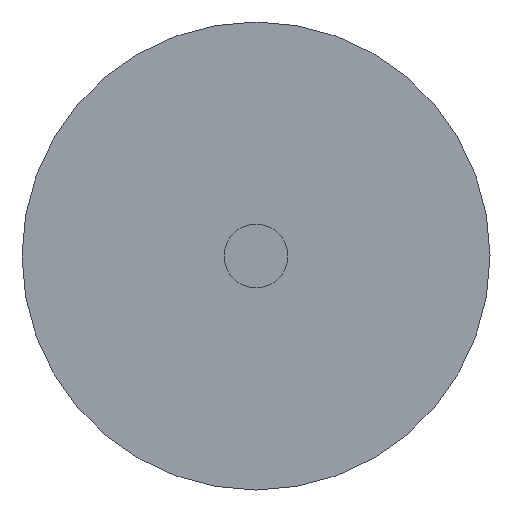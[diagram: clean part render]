
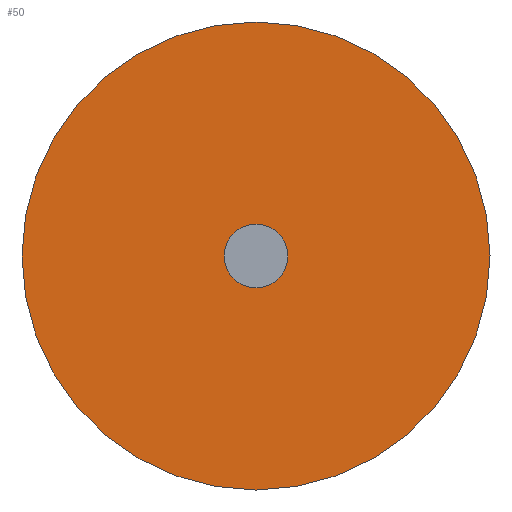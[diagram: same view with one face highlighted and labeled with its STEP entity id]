
A CAD part, left-side view. The second image highlights one B-rep face of the part: STEP entity #50.
In plain terms, the highlighted planar face has unit normal (-1, 0, 0).
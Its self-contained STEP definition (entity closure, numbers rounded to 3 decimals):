
#11 = AXIS2_PLACEMENT_3D ( 'NONE', #167, #318, #42 ) ;
#21 = CARTESIAN_POINT ( 'NONE',  ( 0., 0., 0. ) ) ;
#25 = ORIENTED_EDGE ( 'NONE', *, *, #292, .T. ) ;
#26 = FACE_OUTER_BOUND ( 'NONE', #68, .T. ) ;
#33 = DIRECTION ( 'NONE',  ( 0., 0., -1. ) ) ;
#42 = DIRECTION ( 'NONE',  ( 0., 0., -1. ) ) ;
#48 = EDGE_LOOP ( 'NONE', ( #52, #121 ) ) ;
#50 = ADVANCED_FACE ( 'NONE', ( #287, #26 ), #261, .F. ) ;
#52 = ORIENTED_EDGE ( 'NONE', *, *, #84, .F. ) ;
#55 = VERTEX_POINT ( 'NONE', #131 ) ;
#68 = EDGE_LOOP ( 'NONE', ( #25, #308 ) ) ;
#83 = CARTESIAN_POINT ( 'NONE',  ( 0., 0., 1.5 ) ) ;
#84 = EDGE_CURVE ( 'NONE', #107, #158, #89, .T. ) ;
#87 = CARTESIAN_POINT ( 'NONE',  ( 0., 0., 0. ) ) ;
#89 = CIRCLE ( 'NONE', #299, 1.5 ) ;
#90 = CARTESIAN_POINT ( 'NONE',  ( 0., 0., -1.5 ) ) ;
#92 = VERTEX_POINT ( 'NONE', #242 ) ;
#99 = CIRCLE ( 'NONE', #278, 11. ) ;
#107 = VERTEX_POINT ( 'NONE', #90 ) ;
#121 = ORIENTED_EDGE ( 'NONE', *, *, #257, .F. ) ;
#125 = DIRECTION ( 'NONE',  ( 1., 0., 0. ) ) ;
#131 = CARTESIAN_POINT ( 'NONE',  ( 0., 0., 11. ) ) ;
#134 = DIRECTION ( 'NONE',  ( 0., 0., -1. ) ) ;
#143 = DIRECTION ( 'NONE',  ( 0., 0., -1. ) ) ;
#156 = EDGE_CURVE ( 'NONE', #55, #92, #333, .T. ) ;
#158 = VERTEX_POINT ( 'NONE', #83 ) ;
#167 = CARTESIAN_POINT ( 'NONE',  ( 0., 0., 0. ) ) ;
#168 = DIRECTION ( 'NONE',  ( -1., 0., 0. ) ) ;
#172 = DIRECTION ( 'NONE',  ( 0., 0., -1. ) ) ;
#187 = CARTESIAN_POINT ( 'NONE',  ( 0., 0., 0. ) ) ;
#192 = AXIS2_PLACEMENT_3D ( 'NONE', #21, #168, #143 ) ;
#194 = DIRECTION ( 'NONE',  ( -1., 0., 0. ) ) ;
#227 = DIRECTION ( 'NONE',  ( -1., 0., 0. ) ) ;
#242 = CARTESIAN_POINT ( 'NONE',  ( 0., 0., -11. ) ) ;
#251 = CIRCLE ( 'NONE', #192, 1.5 ) ;
#257 = EDGE_CURVE ( 'NONE', #158, #107, #251, .T. ) ;
#261 = PLANE ( 'NONE',  #270 ) ;
#270 = AXIS2_PLACEMENT_3D ( 'NONE', #187, #125, #33 ) ;
#278 = AXIS2_PLACEMENT_3D ( 'NONE', #295, #227, #172 ) ;
#287 = FACE_BOUND ( 'NONE', #48, .T. ) ;
#292 = EDGE_CURVE ( 'NONE', #92, #55, #99, .T. ) ;
#295 = CARTESIAN_POINT ( 'NONE',  ( 0., 0., 0. ) ) ;
#299 = AXIS2_PLACEMENT_3D ( 'NONE', #87, #194, #134 ) ;
#308 = ORIENTED_EDGE ( 'NONE', *, *, #156, .T. ) ;
#318 = DIRECTION ( 'NONE',  ( -1., 0., 0. ) ) ;
#333 = CIRCLE ( 'NONE', #11, 11. ) ;
